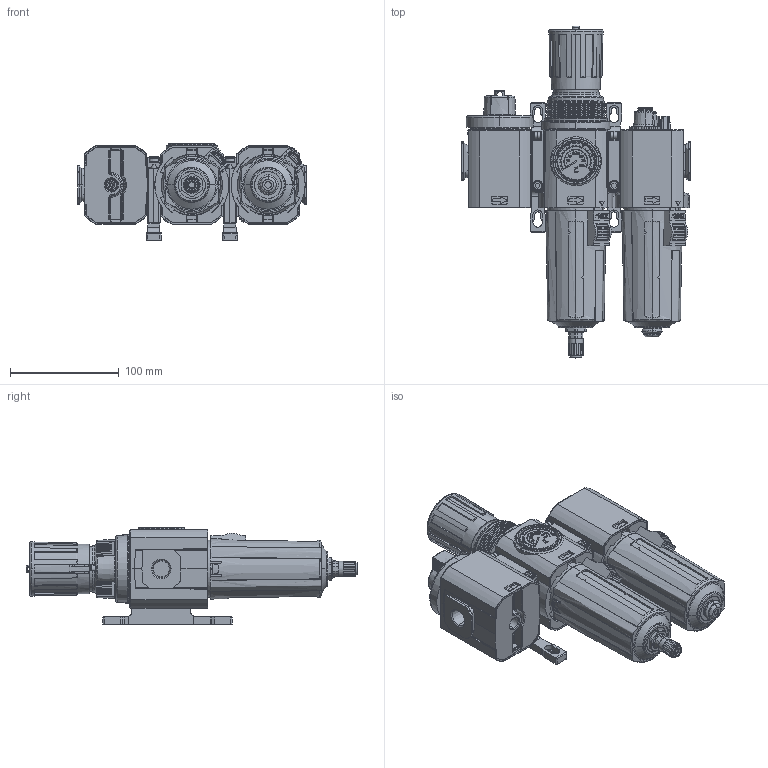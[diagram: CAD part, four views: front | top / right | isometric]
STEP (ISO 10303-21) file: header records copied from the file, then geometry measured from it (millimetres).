
FILE_DESCRIPTION (( 'STEP AP203' ), '1' );
FILE_NAME ('BL84-301A.step', '2023-05-18T17:51:17', ( '' ), ( '' ), 'SwSTEP 2.0', 'SolidWorks 2021', '' );
FILE_SCHEMA (( 'CONFIG_CONTROL_DESIGN' ));
Length unit declared in the file: inch
Products named in the file (1): BL84-301A
Bounding box: 210.25 x 304.93 x 89 mm (x, y, z)
Volume: 1508285.1 mm3; surface area: 341991.9 mm2
Topology: 18 solids, 23 shells, 5076 faces, 13943 edges, 9122 vertices
Faces by surface type: plane 2136, cylinder 2078, bspline 437, cone 401, torus 24
Entity records: 179889 total; most frequent: CARTESIAN_POINT 53601, ORIENTED_EDGE 27886, DIRECTION 25360, EDGE_CURVE 13943, AXIS2_PLACEMENT_3D 9183, VERTEX_POINT 9122, VECTOR 6994, LINE 6994
